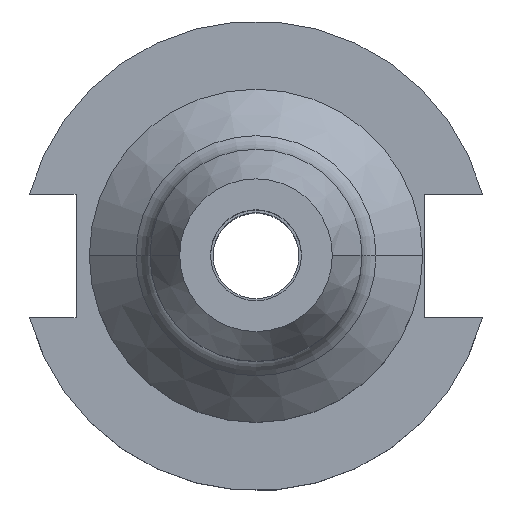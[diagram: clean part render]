
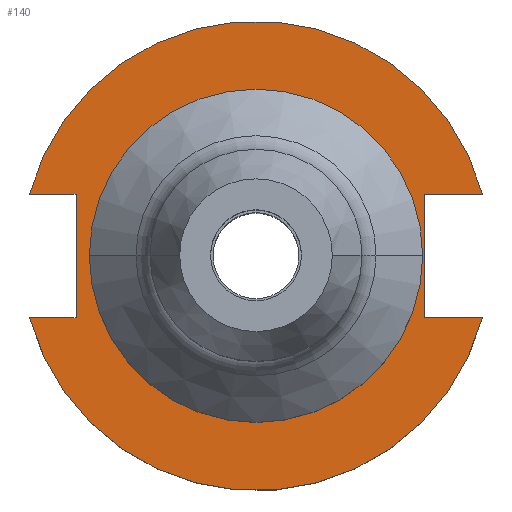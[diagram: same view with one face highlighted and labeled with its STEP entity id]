
A CAD part, top view. The second image highlights one B-rep face of the part: STEP entity #140.
In plain terms, the highlighted planar face has unit normal (0, 0, 1).
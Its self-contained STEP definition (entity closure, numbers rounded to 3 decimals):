
#11 = DIRECTION ( 'NONE',  ( 0., 0., 1. ) ) ;
#16 = DIRECTION ( 'NONE',  ( -1., 0., 0. ) ) ;
#25 = VECTOR ( 'NONE', #1604, 1000. ) ;
#35 = EDGE_CURVE ( 'NONE', #247, #598, #383, .T. ) ;
#41 = CARTESIAN_POINT ( 'NONE',  ( -37.719, 12.954, 19.05 ) ) ;
#64 = ORIENTED_EDGE ( 'NONE', *, *, #96, .T. ) ;
#96 = EDGE_CURVE ( 'NONE', #1362, #581, #1381, .T. ) ;
#98 = CARTESIAN_POINT ( 'NONE',  ( 35.306, 12.954, 19.05 ) ) ;
#140 = ADVANCED_FACE ( 'NONE', ( #569, #1337 ), #183, .T. ) ;
#142 = VECTOR ( 'NONE', #974, 1000. ) ;
#157 = CARTESIAN_POINT ( 'NONE',  ( 35.306, -12.954, 19.05 ) ) ;
#163 = VECTOR ( 'NONE', #1077, 1000. ) ;
#178 = DIRECTION ( 'NONE',  ( 0., 0., 1. ) ) ;
#183 = PLANE ( 'NONE',  #1436 ) ;
#233 = VECTOR ( 'NONE', #16, 1000. ) ;
#235 = ORIENTED_EDGE ( 'NONE', *, *, #1320, .T. ) ;
#247 = VERTEX_POINT ( 'NONE', #1622 ) ;
#256 = VERTEX_POINT ( 'NONE', #654 ) ;
#303 = CARTESIAN_POINT ( 'NONE',  ( -63.719, 12.954, 19.05 ) ) ;
#331 = CARTESIAN_POINT ( 'NONE',  ( 0., 0., 19.05 ) ) ;
#341 = DIRECTION ( 'NONE',  ( 0., 0., 1. ) ) ;
#356 = VECTOR ( 'NONE', #699, 1000. ) ;
#383 = LINE ( 'NONE', #98, #25 ) ;
#414 = VERTEX_POINT ( 'NONE', #488 ) ;
#444 = DIRECTION ( 'NONE',  ( 1., 0., 0. ) ) ;
#455 = VERTEX_POINT ( 'NONE', #1100 ) ;
#464 = DIRECTION ( 'NONE',  ( 1., 0., 0. ) ) ;
#488 = CARTESIAN_POINT ( 'NONE',  ( 34.925, 0., 19.05 ) ) ;
#514 = EDGE_CURVE ( 'NONE', #874, #1615, #1434, .T. ) ;
#569 = FACE_BOUND ( 'NONE', #1565, .T. ) ;
#574 = CARTESIAN_POINT ( 'NONE',  ( 0., 49.212, 19.05 ) ) ;
#578 = LINE ( 'NONE', #823, #233 ) ;
#581 = VERTEX_POINT ( 'NONE', #954 ) ;
#589 = EDGE_CURVE ( 'NONE', #256, #247, #578, .T. ) ;
#598 = VERTEX_POINT ( 'NONE', #157 ) ;
#602 = ORIENTED_EDGE ( 'NONE', *, *, #1146, .F. ) ;
#610 = CARTESIAN_POINT ( 'NONE',  ( -47.477, -12.954, 19.05 ) ) ;
#626 = AXIS2_PLACEMENT_3D ( 'NONE', #331, #1275, #464 ) ;
#654 = CARTESIAN_POINT ( 'NONE',  ( 47.477, 12.954, 19.05 ) ) ;
#696 = ORIENTED_EDGE ( 'NONE', *, *, #35, .F. ) ;
#697 = EDGE_CURVE ( 'NONE', #414, #455, #1090, .T. ) ;
#699 = DIRECTION ( 'NONE',  ( -1., 0., 0. ) ) ;
#700 = CARTESIAN_POINT ( 'NONE',  ( -37.719, 12.954, 19.05 ) ) ;
#702 = AXIS2_PLACEMENT_3D ( 'NONE', #1102, #11, #1094 ) ;
#748 = CARTESIAN_POINT ( 'NONE',  ( 0., 0., 19.05 ) ) ;
#777 = VERTEX_POINT ( 'NONE', #1172 ) ;
#823 = CARTESIAN_POINT ( 'NONE',  ( 35.306, 12.954, 19.05 ) ) ;
#839 = CARTESIAN_POINT ( 'NONE',  ( -63.719, -12.954, 19.05 ) ) ;
#874 = VERTEX_POINT ( 'NONE', #700 ) ;
#876 = LINE ( 'NONE', #1209, #163 ) ;
#879 = EDGE_CURVE ( 'NONE', #1362, #777, #1590, .T. ) ;
#888 = DIRECTION ( 'NONE',  ( 1., 0., 0. ) ) ;
#893 = CIRCLE ( 'NONE', #626, 49.212 ) ;
#954 = CARTESIAN_POINT ( 'NONE',  ( 47.477, -12.954, 19.05 ) ) ;
#974 = DIRECTION ( 'NONE',  ( 1., 0., 0. ) ) ;
#990 = DIRECTION ( 'NONE',  ( 0., 1., 0. ) ) ;
#1048 = LINE ( 'NONE', #41, #1509 ) ;
#1065 = EDGE_CURVE ( 'NONE', #598, #581, #876, .T. ) ;
#1073 = ORIENTED_EDGE ( 'NONE', *, *, #589, .F. ) ;
#1077 = DIRECTION ( 'NONE',  ( 1., 0., 0. ) ) ;
#1090 = CIRCLE ( 'NONE', #1223, 34.925 ) ;
#1094 = DIRECTION ( 'NONE',  ( 1., 0., 0. ) ) ;
#1100 = CARTESIAN_POINT ( 'NONE',  ( -34.925, 0., 19.05 ) ) ;
#1102 = CARTESIAN_POINT ( 'NONE',  ( 0., 0., 19.05 ) ) ;
#1140 = CARTESIAN_POINT ( 'NONE',  ( 0., 0., 19.05 ) ) ;
#1146 = EDGE_CURVE ( 'NONE', #777, #874, #1048, .T. ) ;
#1172 = CARTESIAN_POINT ( 'NONE',  ( -37.719, -12.954, 19.05 ) ) ;
#1209 = CARTESIAN_POINT ( 'NONE',  ( 35.306, -12.954, 19.05 ) ) ;
#1217 = EDGE_CURVE ( 'NONE', #455, #414, #1708, .T. ) ;
#1223 = AXIS2_PLACEMENT_3D ( 'NONE', #748, #1710, #888 ) ;
#1235 = ORIENTED_EDGE ( 'NONE', *, *, #1217, .F. ) ;
#1251 = ORIENTED_EDGE ( 'NONE', *, *, #1065, .F. ) ;
#1275 = DIRECTION ( 'NONE',  ( 0., 0., 1. ) ) ;
#1281 = DIRECTION ( 'NONE',  ( 1., 0., 0. ) ) ;
#1320 = EDGE_CURVE ( 'NONE', #256, #1615, #893, .T. ) ;
#1322 = ORIENTED_EDGE ( 'NONE', *, *, #514, .F. ) ;
#1337 = FACE_OUTER_BOUND ( 'NONE', #1641, .T. ) ;
#1362 = VERTEX_POINT ( 'NONE', #610 ) ;
#1381 = CIRCLE ( 'NONE', #702, 49.212 ) ;
#1434 = LINE ( 'NONE', #303, #356 ) ;
#1436 = AXIS2_PLACEMENT_3D ( 'NONE', #574, #178, #444 ) ;
#1480 = AXIS2_PLACEMENT_3D ( 'NONE', #1140, #341, #1281 ) ;
#1509 = VECTOR ( 'NONE', #990, 1000. ) ;
#1550 = CARTESIAN_POINT ( 'NONE',  ( -47.477, 12.954, 19.05 ) ) ;
#1565 = EDGE_LOOP ( 'NONE', ( #1645, #1235 ) ) ;
#1590 = LINE ( 'NONE', #839, #142 ) ;
#1604 = DIRECTION ( 'NONE',  ( 0., -1., 0. ) ) ;
#1615 = VERTEX_POINT ( 'NONE', #1550 ) ;
#1622 = CARTESIAN_POINT ( 'NONE',  ( 35.306, 12.954, 19.05 ) ) ;
#1641 = EDGE_LOOP ( 'NONE', ( #64, #1251, #696, #1073, #235, #1322, #602, #1695 ) ) ;
#1645 = ORIENTED_EDGE ( 'NONE', *, *, #697, .F. ) ;
#1695 = ORIENTED_EDGE ( 'NONE', *, *, #879, .F. ) ;
#1708 = CIRCLE ( 'NONE', #1480, 34.925 ) ;
#1710 = DIRECTION ( 'NONE',  ( 0., 0., 1. ) ) ;
